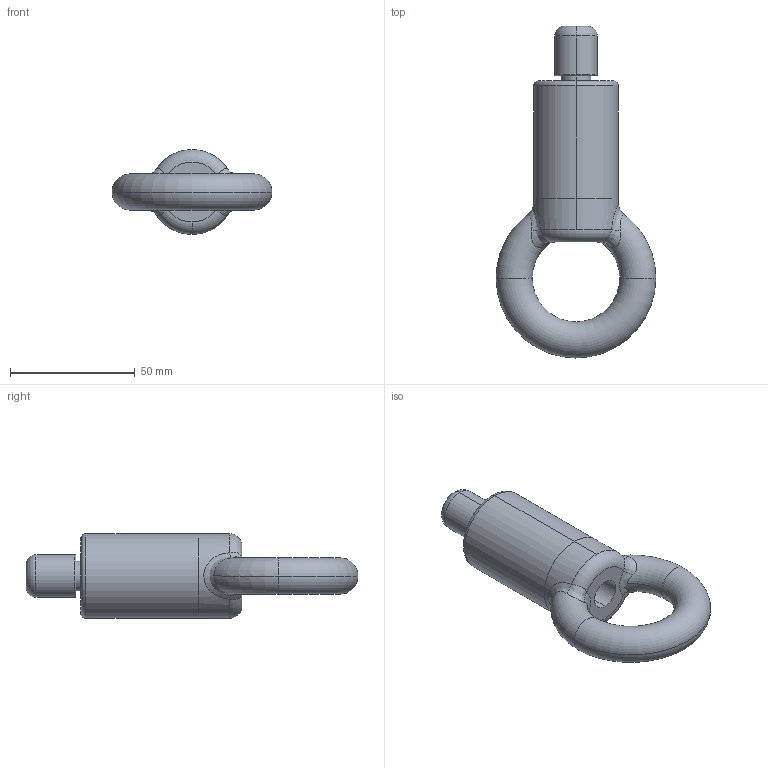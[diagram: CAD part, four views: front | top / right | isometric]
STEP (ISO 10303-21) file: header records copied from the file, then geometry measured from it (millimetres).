
FILE_DESCRIPTION (( 'STEP AP203' ), '1' );
FILE_NAME ('T37661.STEP', '2018-07-20T14:49:25', ( '' ), ( '' ), 'SwSTEP 2.0', 'SolidWorks 2016', '' );
FILE_SCHEMA (( 'CONFIG_CONTROL_DESIGN' ));
Length unit declared in the file: millimetre
Products named in the file (1): T37661
Bounding box: 64 x 133 x 34 mm (x, y, z)
Volume: 76200.9 mm3; surface area: 18983.6 mm2
Topology: 2 solids, 2 shells, 44 faces, 98 edges, 59 vertices
Faces by surface type: torus 15, cylinder 14, bspline 8, plane 7
Entity records: 2383 total; most frequent: CARTESIAN_POINT 1336, DIRECTION 216, ORIENTED_EDGE 196, AXIS2_PLACEMENT_3D 101, EDGE_CURVE 98, CIRCLE 64, VERTEX_POINT 59, EDGE_LOOP 51
